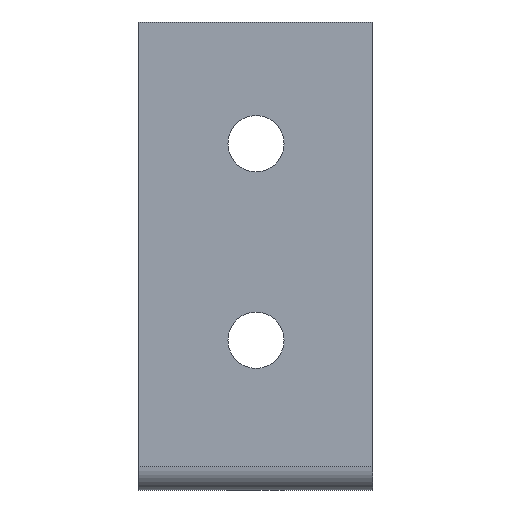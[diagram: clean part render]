
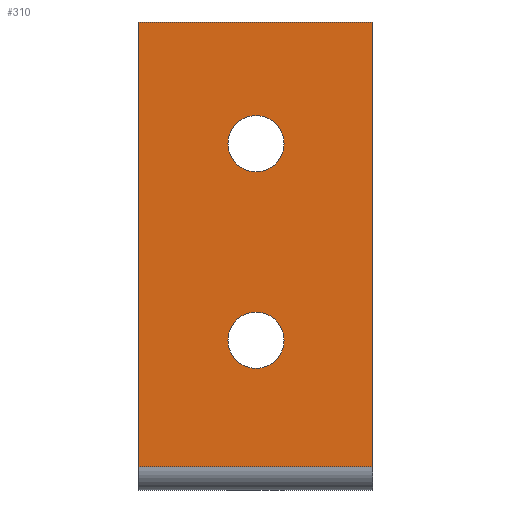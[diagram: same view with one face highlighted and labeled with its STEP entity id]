
A CAD part, front view. The second image highlights one B-rep face of the part: STEP entity #310.
In plain terms, the highlighted planar face has unit normal (0, -1, 0).
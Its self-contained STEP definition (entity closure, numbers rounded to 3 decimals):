
#78=LINE('',#491,#98);
#79=LINE('',#494,#99);
#80=LINE('',#496,#100);
#81=LINE('',#498,#101);
#98=VECTOR('',#387,1000.);
#99=VECTOR('',#388,1000.);
#100=VECTOR('',#389,1000.);
#101=VECTOR('',#390,1000.);
#118=ORIENTED_EDGE('',*,*,#182,.F.);
#119=ORIENTED_EDGE('',*,*,#183,.F.);
#120=ORIENTED_EDGE('',*,*,#184,.T.);
#121=ORIENTED_EDGE('',*,*,#185,.T.);
#122=ORIENTED_EDGE('',*,*,#186,.F.);
#123=ORIENTED_EDGE('',*,*,#187,.T.);
#182=EDGE_CURVE('',#214,#214,#238,.F.);
#183=EDGE_CURVE('',#215,#215,#239,.F.);
#184=EDGE_CURVE('',#216,#217,#78,.T.);
#185=EDGE_CURVE('',#217,#218,#79,.F.);
#186=EDGE_CURVE('',#219,#218,#80,.T.);
#187=EDGE_CURVE('',#219,#216,#81,.T.);
#214=VERTEX_POINT('',#488);
#215=VERTEX_POINT('',#490);
#216=VERTEX_POINT('',#492);
#217=VERTEX_POINT('',#493);
#218=VERTEX_POINT('',#495);
#219=VERTEX_POINT('',#497);
#238=CIRCLE('',#338,3.);
#239=CIRCLE('',#339,3.);
#250=EDGE_LOOP('',(#118));
#251=EDGE_LOOP('',(#119));
#252=EDGE_LOOP('',(#120,#121,#122,#123));
#276=FACE_BOUND('',#250,.T.);
#277=FACE_BOUND('',#251,.T.);
#278=FACE_BOUND('',#252,.T.);
#302=PLANE('',#337);
#310=ADVANCED_FACE('',(#276,#277,#278),#302,.F.);
#337=AXIS2_PLACEMENT_3D('',#486,#381,#382);
#338=AXIS2_PLACEMENT_3D('',#487,#383,#384);
#339=AXIS2_PLACEMENT_3D('',#489,#385,#386);
#381=DIRECTION('',(0.,1.,0.));
#382=DIRECTION('',(0.,0.,1.));
#383=DIRECTION('',(0.,1.,0.));
#384=DIRECTION('',(0.,0.,1.));
#385=DIRECTION('',(0.,1.,0.));
#386=DIRECTION('',(0.,0.,1.));
#387=DIRECTION('',(0.,0.,-1.));
#388=DIRECTION('',(-1.,0.,0.));
#389=DIRECTION('',(0.,0.,-1.));
#390=DIRECTION('',(-1.,0.,0.));
#486=CARTESIAN_POINT('',(25.,0.,50.));
#487=CARTESIAN_POINT('',(12.5,0.,16.));
#488=CARTESIAN_POINT('',(12.5,0.,19.));
#489=CARTESIAN_POINT('',(12.5,0.,37.));
#490=CARTESIAN_POINT('',(12.5,0.,40.));
#491=CARTESIAN_POINT('',(0.,0.,50.));
#492=CARTESIAN_POINT('',(0.,0.,50.));
#493=CARTESIAN_POINT('',(0.,0.,2.5));
#494=CARTESIAN_POINT('',(25.,0.,2.5));
#495=CARTESIAN_POINT('',(25.,0.,2.5));
#496=CARTESIAN_POINT('',(25.,0.,50.));
#497=CARTESIAN_POINT('',(25.,0.,50.));
#498=CARTESIAN_POINT('',(25.,0.,50.));
